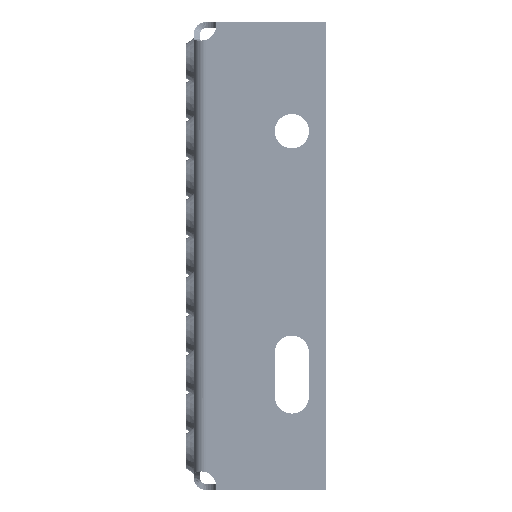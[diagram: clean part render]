
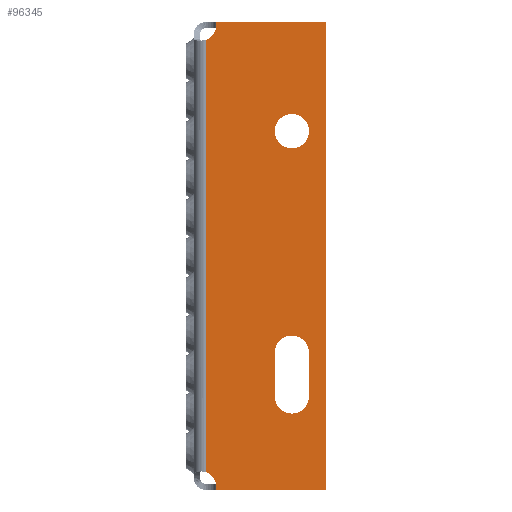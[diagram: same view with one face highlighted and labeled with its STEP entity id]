
A CAD part, left-side view. The second image highlights one B-rep face of the part: STEP entity #96345.
In plain terms, the highlighted planar face has unit normal (-1, 0, 0).
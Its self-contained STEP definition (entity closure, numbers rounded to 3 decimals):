
#267 = ORIENTED_EDGE ( 'NONE', *, *, #27505, .F. ) ;
#798 = CARTESIAN_POINT ( 'NONE',  ( -300., -36.998, 40. ) ) ;
#2672 = AXIS2_PLACEMENT_3D ( 'NONE', #9651, #62857, #17334 ) ;
#5641 = CARTESIAN_POINT ( 'NONE',  ( -300., -31.498, -45. ) ) ;
#9651 = CARTESIAN_POINT ( 'NONE',  ( -300., -31.498, 40. ) ) ;
#10148 = FACE_BOUND ( 'NONE', #24617, .T. ) ;
#13320 = DIRECTION ( 'NONE',  ( 0., -1., 0. ) ) ;
#13393 = VERTEX_POINT ( 'NONE', #62294 ) ;
#14993 = ORIENTED_EDGE ( 'NONE', *, *, #97126, .F. ) ;
#15686 = VERTEX_POINT ( 'NONE', #90263 ) ;
#15897 = VERTEX_POINT ( 'NONE', #70499 ) ;
#16496 = EDGE_CURVE ( 'NONE', #41084, #53978, #78765, .T. ) ;
#17334 = DIRECTION ( 'NONE',  ( 0., -1., 0. ) ) ;
#18570 = CARTESIAN_POINT ( 'NONE',  ( -300., -2.288, -74. ) ) ;
#18698 = CARTESIAN_POINT ( 'NONE',  ( -300., -2.288, -74. ) ) ;
#19538 = VECTOR ( 'NONE', #55214, 1000. ) ;
#22845 = CARTESIAN_POINT ( 'NONE',  ( -300., -25.998, 40. ) ) ;
#24617 = EDGE_LOOP ( 'NONE', ( #47025, #48664 ) ) ;
#24903 = CARTESIAN_POINT ( 'NONE',  ( -300., -31.498, 40. ) ) ;
#24979 = VERTEX_POINT ( 'NONE', #30763 ) ;
#25386 = DIRECTION ( 'NONE',  ( 1., 0., 0. ) ) ;
#25864 = AXIS2_PLACEMENT_3D ( 'NONE', #18570, #71711, #26208 ) ;
#26208 = DIRECTION ( 'NONE',  ( 0., 0., 1. ) ) ;
#27505 = EDGE_CURVE ( 'NONE', #15897, #85207, #35096, .T. ) ;
#28013 = FACE_BOUND ( 'NONE', #64861, .T. ) ;
#28751 = EDGE_CURVE ( 'NONE', #15686, #24979, #76461, .T. ) ;
#29160 = CARTESIAN_POINT ( 'NONE',  ( -300., -7.187, 75. ) ) ;
#29687 = CARTESIAN_POINT ( 'NONE',  ( -300., -31.498, -31. ) ) ;
#29870 = AXIS2_PLACEMENT_3D ( 'NONE', #70903, #25386, #78546 ) ;
#30763 = CARTESIAN_POINT ( 'NONE',  ( -300., -25.998, -31. ) ) ;
#32520 = DIRECTION ( 'NONE',  ( 0., -1., 0. ) ) ;
#33460 = CARTESIAN_POINT ( 'NONE',  ( -300., -42.498, -75. ) ) ;
#33885 = AXIS2_PLACEMENT_3D ( 'NONE', #24903, #78054, #32520 ) ;
#33960 = PLANE ( 'NONE',  #82490 ) ;
#34665 = ORIENTED_EDGE ( 'NONE', *, *, #82601, .F. ) ;
#34819 = VECTOR ( 'NONE', #97290, 1000. ) ;
#35024 = AXIS2_PLACEMENT_3D ( 'NONE', #29687, #82878, #37304 ) ;
#35096 = CIRCLE ( 'NONE', #82041, 5.5 ) ;
#36489 = EDGE_CURVE ( 'NONE', #92107, #87126, #67749, .T. ) ;
#37304 = DIRECTION ( 'NONE',  ( 0., -1., 0. ) ) ;
#39716 = LINE ( 'NONE', #39890, #19538 ) ;
#39890 = CARTESIAN_POINT ( 'NONE',  ( -300., -7.187, -75. ) ) ;
#40355 = ORIENTED_EDGE ( 'NONE', *, *, #66384, .T. ) ;
#40566 = EDGE_CURVE ( 'NONE', #13393, #51413, #39716, .T. ) ;
#40718 = VECTOR ( 'NONE', #87066, 1000. ) ;
#41084 = VERTEX_POINT ( 'NONE', #54782 ) ;
#41595 = DIRECTION ( 'NONE',  ( 0., 0., 1. ) ) ;
#43338 = CIRCLE ( 'NONE', #25864, 5. ) ;
#43968 = ORIENTED_EDGE ( 'NONE', *, *, #96903, .T. ) ;
#43983 = CARTESIAN_POINT ( 'NONE',  ( -300., -36.998, -74. ) ) ;
#47025 = ORIENTED_EDGE ( 'NONE', *, *, #58021, .F. ) ;
#48664 = ORIENTED_EDGE ( 'NONE', *, *, #36489, .F. ) ;
#51413 = VERTEX_POINT ( 'NONE', #76142 ) ;
#51426 = DIRECTION ( 'NONE',  ( 0., 0., 1. ) ) ;
#53978 = VERTEX_POINT ( 'NONE', #29160 ) ;
#54782 = CARTESIAN_POINT ( 'NONE',  ( -300., -42.498, 75. ) ) ;
#55214 = DIRECTION ( 'NONE',  ( 0., -1., 0. ) ) ;
#55678 = ORIENTED_EDGE ( 'NONE', *, *, #68509, .T. ) ;
#57923 = ORIENTED_EDGE ( 'NONE', *, *, #16496, .T. ) ;
#58021 = EDGE_CURVE ( 'NONE', #87126, #92107, #73489, .T. ) ;
#58866 = DIRECTION ( 'NONE',  ( -1., 0., 0. ) ) ;
#61981 = ORIENTED_EDGE ( 'NONE', *, *, #40566, .T. ) ;
#62294 = CARTESIAN_POINT ( 'NONE',  ( -300., -7.187, -75. ) ) ;
#62857 = DIRECTION ( 'NONE',  ( -1., 0., 0. ) ) ;
#64861 = EDGE_LOOP ( 'NONE', ( #91973, #34665, #267, #82990 ) ) ;
#65275 = DIRECTION ( 'NONE',  ( 0., 0., -1. ) ) ;
#66201 = VECTOR ( 'NONE', #79300, 1000. ) ;
#66384 = EDGE_CURVE ( 'NONE', #51413, #41084, #86429, .T. ) ;
#67309 = VERTEX_POINT ( 'NONE', #83819 ) ;
#67749 = CIRCLE ( 'NONE', #2672, 5.5 ) ;
#67798 = VECTOR ( 'NONE', #65275, 1000. ) ;
#68452 = FACE_OUTER_BOUND ( 'NONE', #93016, .T. ) ;
#68509 = EDGE_CURVE ( 'NONE', #53978, #69734, #92020, .T. ) ;
#69734 = VERTEX_POINT ( 'NONE', #82135 ) ;
#70499 = CARTESIAN_POINT ( 'NONE',  ( -300., -25.998, -45. ) ) ;
#70903 = CARTESIAN_POINT ( 'NONE',  ( -300., -2.288, 74. ) ) ;
#71058 = CARTESIAN_POINT ( 'NONE',  ( -300., -36.998, -45. ) ) ;
#71711 = DIRECTION ( 'NONE',  ( 1., 0., 0. ) ) ;
#73489 = CIRCLE ( 'NONE', #33885, 5.5 ) ;
#76142 = CARTESIAN_POINT ( 'NONE',  ( -300., -42.498, -75. ) ) ;
#76461 = CIRCLE ( 'NONE', #35024, 5.5 ) ;
#78054 = DIRECTION ( 'NONE',  ( -1., 0., 0. ) ) ;
#78546 = DIRECTION ( 'NONE',  ( 0., 0., 1. ) ) ;
#78765 = LINE ( 'NONE', #94767, #40718 ) ;
#79300 = DIRECTION ( 'NONE',  ( 0., 0., 1. ) ) ;
#79991 = LINE ( 'NONE', #43983, #34819 ) ;
#81357 = EDGE_CURVE ( 'NONE', #24979, #15897, #88065, .T. ) ;
#82002 = CARTESIAN_POINT ( 'NONE',  ( -300., -4., -74. ) ) ;
#82041 = AXIS2_PLACEMENT_3D ( 'NONE', #5641, #58866, #13320 ) ;
#82135 = CARTESIAN_POINT ( 'NONE',  ( -300., -4., 69.302 ) ) ;
#82490 = AXIS2_PLACEMENT_3D ( 'NONE', #18698, #87172, #41595 ) ;
#82564 = VECTOR ( 'NONE', #51426, 1000. ) ;
#82601 = EDGE_CURVE ( 'NONE', #85207, #15686, #79991, .T. ) ;
#82878 = DIRECTION ( 'NONE',  ( -1., 0., 0. ) ) ;
#82990 = ORIENTED_EDGE ( 'NONE', *, *, #81357, .F. ) ;
#83819 = CARTESIAN_POINT ( 'NONE',  ( -300., -4., -69.302 ) ) ;
#85207 = VERTEX_POINT ( 'NONE', #71058 ) ;
#86429 = LINE ( 'NONE', #33460, #66201 ) ;
#87066 = DIRECTION ( 'NONE',  ( 0., 1., 0. ) ) ;
#87126 = VERTEX_POINT ( 'NONE', #22845 ) ;
#87172 = DIRECTION ( 'NONE',  ( -1., 0., 0. ) ) ;
#87364 = LINE ( 'NONE', #82002, #82564 ) ;
#88065 = LINE ( 'NONE', #95591, #67798 ) ;
#90263 = CARTESIAN_POINT ( 'NONE',  ( -300., -36.998, -31. ) ) ;
#91973 = ORIENTED_EDGE ( 'NONE', *, *, #28751, .F. ) ;
#92020 = CIRCLE ( 'NONE', #29870, 5. ) ;
#92107 = VERTEX_POINT ( 'NONE', #798 ) ;
#93016 = EDGE_LOOP ( 'NONE', ( #14993, #43968, #61981, #40355, #57923, #55678 ) ) ;
#94767 = CARTESIAN_POINT ( 'NONE',  ( -300., -42.498, 75. ) ) ;
#95591 = CARTESIAN_POINT ( 'NONE',  ( -300., -25.998, -74. ) ) ;
#96345 = ADVANCED_FACE ( 'NONE', ( #28013, #10148, #68452 ), #33960, .T. ) ;
#96903 = EDGE_CURVE ( 'NONE', #67309, #13393, #43338, .T. ) ;
#97126 = EDGE_CURVE ( 'NONE', #67309, #69734, #87364, .T. ) ;
#97290 = DIRECTION ( 'NONE',  ( 0., 0., 1. ) ) ;
